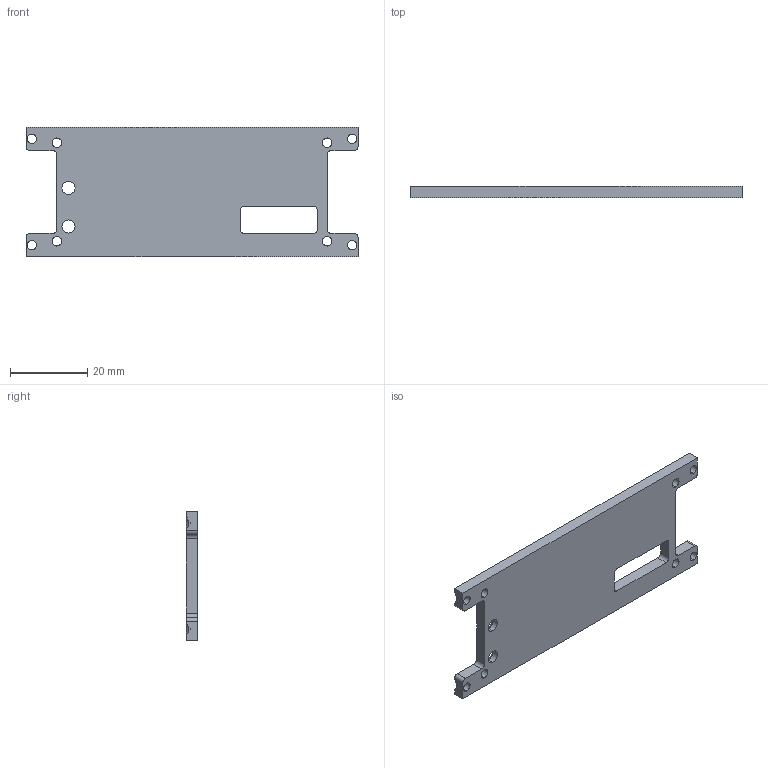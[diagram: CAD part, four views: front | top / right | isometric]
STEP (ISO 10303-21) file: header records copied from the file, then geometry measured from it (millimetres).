
FILE_DESCRIPTION (( 'STEP AP203' ), '1' );
FILE_NAME ('33_Top Front.STEP', '2024-05-02T08:14:53', ( '' ), ( '' ), 'SwSTEP 2.0', 'SolidWorks 2023', '' );
FILE_SCHEMA (( 'CONFIG_CONTROL_DESIGN' ));
Length unit declared in the file: millimetre
Products named in the file (1): 33_Top Front
Bounding box: 86 x 3 x 33.5 mm (x, y, z)
Volume: 6979.5 mm3; surface area: 5858.3 mm2
Topology: 1 solids, 1 shells, 62 faces, 186 edges, 120 vertices
Faces by surface type: cylinder 32, plane 18, cone 12
Entity records: 2276 total; most frequent: CARTESIAN_POINT 422, DIRECTION 387, ORIENTED_EDGE 372, EDGE_CURVE 186, AXIS2_PLACEMENT_3D 145, VERTEX_POINT 120, LINE 97, VECTOR 97
